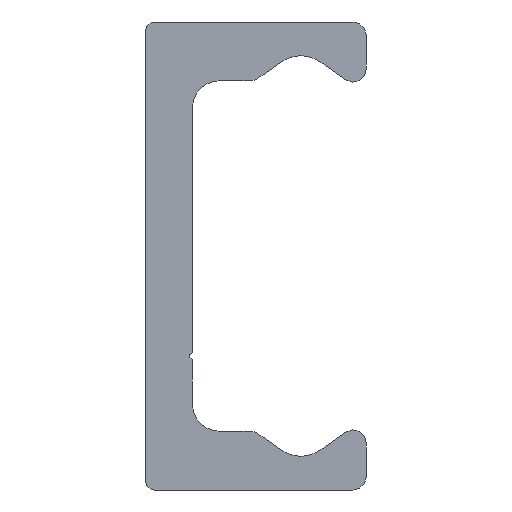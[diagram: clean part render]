
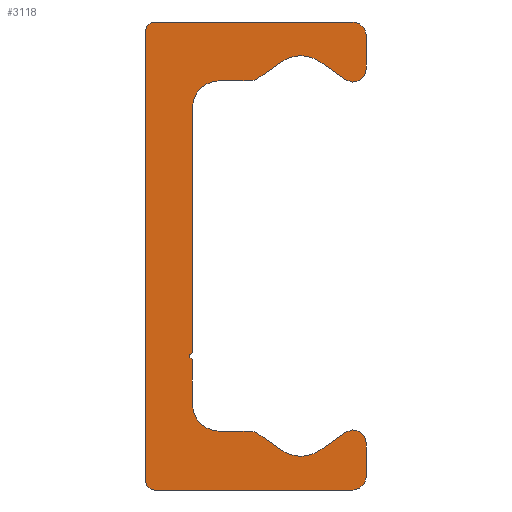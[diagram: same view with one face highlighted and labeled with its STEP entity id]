
A CAD part, left-side view. The second image highlights one B-rep face of the part: STEP entity #3118.
In plain terms, the highlighted planar face has unit normal (-1, 0, 0).
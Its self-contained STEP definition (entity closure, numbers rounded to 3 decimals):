
#2090=CARTESIAN_POINT('',(0.0,4.75,-7.25));
#2091=VERTEX_POINT('',#2090);
#2098=CARTESIAN_POINT('',(0.0,4.75,-7.75));
#2099=VERTEX_POINT('',#2098);
#2100=CARTESIAN_POINT('',(0.0,4.75,-7.5));
#2101=DIRECTION('',(-1.0,0.0,0.0));
#2102=DIRECTION('',(0.0,0.0,1.0));
#2103=AXIS2_PLACEMENT_3D('',#2100,#2101,#2102);
#2104=CIRCLE('',#2103,0.25);
#2105=EDGE_CURVE('',#2091,#2099,#2104,.T.);
#2215=CARTESIAN_POINT('',(0.0,4.75,11.1));
#2216=VERTEX_POINT('',#2215);
#2223=CARTESIAN_POINT('',(0.0,4.75,11.1));
#2224=DIRECTION('',(0.0,0.0,-1.0));
#2225=VECTOR('',#2224,18.35);
#2226=LINE('',#2223,#2225);
#2227=EDGE_CURVE('',#2216,#2091,#2226,.T.);
#2285=CARTESIAN_POINT('',(0.0,7.6,-17.5));
#2286=VERTEX_POINT('',#2285);
#2293=CARTESIAN_POINT('',(0.0,8.25,-16.85));
#2294=VERTEX_POINT('',#2293);
#2295=CARTESIAN_POINT('',(0.0,7.6,-16.85));
#2296=DIRECTION('',(1.0,0.0,0.0));
#2297=DIRECTION('',(0.0,0.0,-1.0));
#2298=AXIS2_PLACEMENT_3D('',#2295,#2296,#2297);
#2299=CIRCLE('',#2298,0.65);
#2300=EDGE_CURVE('',#2286,#2294,#2299,.T.);
#2324=CARTESIAN_POINT('',(0.0,-7.25,-17.5));
#2325=VERTEX_POINT('',#2324);
#2332=CARTESIAN_POINT('',(0.0,-7.25,-17.5));
#2333=DIRECTION('',(0.0,1.0,0.0));
#2334=VECTOR('',#2333,14.85);
#2335=LINE('',#2332,#2334);
#2336=EDGE_CURVE('',#2325,#2286,#2335,.T.);
#2356=CARTESIAN_POINT('',(0.0,-8.25,-16.5));
#2357=VERTEX_POINT('',#2356);
#2364=CARTESIAN_POINT('',(0.0,-7.25,-16.5));
#2365=DIRECTION('',(1.0,0.0,0.0));
#2366=DIRECTION('',(0.0,-1.0,0.0));
#2367=AXIS2_PLACEMENT_3D('',#2364,#2365,#2366);
#2368=CIRCLE('',#2367,1.0);
#2369=EDGE_CURVE('',#2357,#2325,#2368,.T.);
#2388=CARTESIAN_POINT('',(0.0,-8.25,-13.98));
#2389=VERTEX_POINT('',#2388);
#2396=CARTESIAN_POINT('',(0.0,-8.25,-13.98));
#2397=DIRECTION('',(0.0,0.0,-1.0));
#2398=VECTOR('',#2397,2.52);
#2399=LINE('',#2396,#2398);
#2400=EDGE_CURVE('',#2389,#2357,#2399,.T.);
#2420=CARTESIAN_POINT('',(0.0,-6.708,-13.177));
#2421=VERTEX_POINT('',#2420);
#2428=CARTESIAN_POINT('',(0.0,-7.27,-13.98));
#2429=DIRECTION('',(1.0,0.0,0.0));
#2430=DIRECTION('',(0.0,0.574,0.819));
#2431=AXIS2_PLACEMENT_3D('',#2428,#2429,#2430);
#2432=CIRCLE('',#2431,0.98);
#2433=EDGE_CURVE('',#2421,#2389,#2432,.T.);
#2452=CARTESIAN_POINT('',(0.0,-4.784,-14.524));
#2453=VERTEX_POINT('',#2452);
#2460=CARTESIAN_POINT('',(0.0,-4.784,-14.524));
#2461=DIRECTION('',(0.0,-0.819,0.574));
#2462=VECTOR('',#2461,2.349);
#2463=LINE('',#2460,#2462);
#2464=EDGE_CURVE('',#2453,#2421,#2463,.T.);
#2484=CARTESIAN_POINT('',(0.0,-1.916,-14.524));
#2485=VERTEX_POINT('',#2484);
#2492=CARTESIAN_POINT('',(0.0,-3.35,-12.477));
#2493=DIRECTION('',(-1.0,0.0,0.0));
#2494=DIRECTION('',(0.0,0.574,0.819));
#2495=AXIS2_PLACEMENT_3D('',#2492,#2493,#2494);
#2496=CIRCLE('',#2495,2.5);
#2497=EDGE_CURVE('',#2485,#2453,#2496,.T.);
#2516=CARTESIAN_POINT('',(0.0,-0.14,-13.281));
#2517=VERTEX_POINT('',#2516);
#2524=CARTESIAN_POINT('',(0.0,-0.14,-13.281));
#2525=DIRECTION('',(0.0,-0.819,-0.574));
#2526=VECTOR('',#2525,2.168);
#2527=LINE('',#2524,#2526);
#2528=EDGE_CURVE('',#2517,#2485,#2527,.T.);
#2548=CARTESIAN_POINT('',(0.0,0.433,-13.1));
#2549=VERTEX_POINT('',#2548);
#2556=CARTESIAN_POINT('',(0.0,0.433,-14.1));
#2557=DIRECTION('',(1.0,0.0,0.0));
#2558=DIRECTION('',(0.0,0.0,1.0));
#2559=AXIS2_PLACEMENT_3D('',#2556,#2557,#2558);
#2560=CIRCLE('',#2559,1.);
#2561=EDGE_CURVE('',#2549,#2517,#2560,.T.);
#2580=CARTESIAN_POINT('',(0.0,2.75,-13.1));
#2581=VERTEX_POINT('',#2580);
#2588=CARTESIAN_POINT('',(0.0,2.75,-13.1));
#2589=DIRECTION('',(0.0,-1.0,0.0));
#2590=VECTOR('',#2589,2.317);
#2591=LINE('',#2588,#2590);
#2592=EDGE_CURVE('',#2581,#2549,#2591,.T.);
#2612=CARTESIAN_POINT('',(0.0,4.75,-11.1));
#2613=VERTEX_POINT('',#2612);
#2620=CARTESIAN_POINT('',(0.0,2.75,-11.1));
#2621=DIRECTION('',(-1.0,0.0,0.0));
#2622=DIRECTION('',(0.0,0.0,1.0));
#2623=AXIS2_PLACEMENT_3D('',#2620,#2621,#2622);
#2624=CIRCLE('',#2623,2.0);
#2625=EDGE_CURVE('',#2613,#2581,#2624,.T.);
#2643=CARTESIAN_POINT('',(0.0,4.75,-7.75));
#2644=DIRECTION('',(0.0,0.0,-1.0));
#2645=VECTOR('',#2644,3.35);
#2646=LINE('',#2643,#2645);
#2647=EDGE_CURVE('',#2099,#2613,#2646,.T.);
#2667=CARTESIAN_POINT('',(0.0,2.75,13.1));
#2668=VERTEX_POINT('',#2667);
#2675=CARTESIAN_POINT('',(0.0,2.75,11.1));
#2676=DIRECTION('',(-1.0,0.0,0.0));
#2677=DIRECTION('',(0.0,-1.0,0.0));
#2678=AXIS2_PLACEMENT_3D('',#2675,#2676,#2677);
#2679=CIRCLE('',#2678,2.0);
#2680=EDGE_CURVE('',#2668,#2216,#2679,.T.);
#2699=CARTESIAN_POINT('',(0.0,0.433,13.1));
#2700=VERTEX_POINT('',#2699);
#2707=CARTESIAN_POINT('',(0.0,0.433,13.1));
#2708=DIRECTION('',(0.0,1.0,0.0));
#2709=VECTOR('',#2708,2.317);
#2710=LINE('',#2707,#2709);
#2711=EDGE_CURVE('',#2700,#2668,#2710,.T.);
#2731=CARTESIAN_POINT('',(0.0,-0.14,13.281));
#2732=VERTEX_POINT('',#2731);
#2739=CARTESIAN_POINT('',(0.0,0.433,14.1));
#2740=DIRECTION('',(1.0,0.0,0.0));
#2741=DIRECTION('',(0.0,-0.574,-0.819));
#2742=AXIS2_PLACEMENT_3D('',#2739,#2740,#2741);
#2743=CIRCLE('',#2742,1.);
#2744=EDGE_CURVE('',#2732,#2700,#2743,.T.);
#2763=CARTESIAN_POINT('',(0.0,-1.916,14.524));
#2764=VERTEX_POINT('',#2763);
#2771=CARTESIAN_POINT('',(0.0,-1.916,14.524));
#2772=DIRECTION('',(0.0,0.819,-0.574));
#2773=VECTOR('',#2772,2.168);
#2774=LINE('',#2771,#2773);
#2775=EDGE_CURVE('',#2764,#2732,#2774,.T.);
#2795=CARTESIAN_POINT('',(0.0,-4.784,14.524));
#2796=VERTEX_POINT('',#2795);
#2803=CARTESIAN_POINT('',(0.0,-3.35,12.477));
#2804=DIRECTION('',(-1.0,0.0,0.0));
#2805=DIRECTION('',(0.0,-0.574,-0.819));
#2806=AXIS2_PLACEMENT_3D('',#2803,#2804,#2805);
#2807=CIRCLE('',#2806,2.5);
#2808=EDGE_CURVE('',#2796,#2764,#2807,.T.);
#2827=CARTESIAN_POINT('',(0.0,-6.708,13.177));
#2828=VERTEX_POINT('',#2827);
#2835=CARTESIAN_POINT('',(0.0,-6.708,13.177));
#2836=DIRECTION('',(0.0,0.819,0.574));
#2837=VECTOR('',#2836,2.349);
#2838=LINE('',#2835,#2837);
#2839=EDGE_CURVE('',#2828,#2796,#2838,.T.);
#2859=CARTESIAN_POINT('',(0.0,-8.25,13.98));
#2860=VERTEX_POINT('',#2859);
#2867=CARTESIAN_POINT('',(0.0,-7.27,13.98));
#2868=DIRECTION('',(1.0,0.0,0.0));
#2869=DIRECTION('',(0.0,-1.0,0.0));
#2870=AXIS2_PLACEMENT_3D('',#2867,#2868,#2869);
#2871=CIRCLE('',#2870,0.98);
#2872=EDGE_CURVE('',#2860,#2828,#2871,.T.);
#2891=CARTESIAN_POINT('',(0.0,-8.25,16.5));
#2892=VERTEX_POINT('',#2891);
#2899=CARTESIAN_POINT('',(0.0,-8.25,16.5));
#2900=DIRECTION('',(0.0,0.0,-1.0));
#2901=VECTOR('',#2900,2.52);
#2902=LINE('',#2899,#2901);
#2903=EDGE_CURVE('',#2892,#2860,#2902,.T.);
#2923=CARTESIAN_POINT('',(0.0,-7.25,17.5));
#2924=VERTEX_POINT('',#2923);
#2931=CARTESIAN_POINT('',(0.0,-7.25,16.5));
#2932=DIRECTION('',(1.0,0.0,0.0));
#2933=DIRECTION('',(0.0,0.0,1.0));
#2934=AXIS2_PLACEMENT_3D('',#2931,#2932,#2933);
#2935=CIRCLE('',#2934,1.0);
#2936=EDGE_CURVE('',#2924,#2892,#2935,.T.);
#2955=CARTESIAN_POINT('',(0.0,7.6,17.5));
#2956=VERTEX_POINT('',#2955);
#2963=CARTESIAN_POINT('',(0.0,7.6,17.5));
#2964=DIRECTION('',(0.0,-1.0,0.0));
#2965=VECTOR('',#2964,14.85);
#2966=LINE('',#2963,#2965);
#2967=EDGE_CURVE('',#2956,#2924,#2966,.T.);
#2987=CARTESIAN_POINT('',(0.0,8.25,16.85));
#2988=VERTEX_POINT('',#2987);
#2995=CARTESIAN_POINT('',(0.0,7.6,16.85));
#2996=DIRECTION('',(1.0,0.0,0.0));
#2997=DIRECTION('',(0.0,1.0,0.0));
#2998=AXIS2_PLACEMENT_3D('',#2995,#2996,#2997);
#2999=CIRCLE('',#2998,0.65);
#3000=EDGE_CURVE('',#2988,#2956,#2999,.T.);
#3018=CARTESIAN_POINT('',(0.0,8.25,-16.85));
#3019=DIRECTION('',(0.0,0.0,1.0));
#3020=VECTOR('',#3019,33.7);
#3021=LINE('',#3018,#3020);
#3022=EDGE_CURVE('',#2294,#2988,#3021,.T.);
#3085=CARTESIAN_POINT('',(0.0,2.258,-0.017));
#3086=DIRECTION('',(1.0,0.0,0.0));
#3087=DIRECTION('',(0.0,0.0,-1.0));
#3088=AXIS2_PLACEMENT_3D('',#3085,#3086,#3087);
#3089=PLANE('',#3088);
#3090=ORIENTED_EDGE('',*,*,#3022,.F.);
#3091=ORIENTED_EDGE('',*,*,#2300,.F.);
#3092=ORIENTED_EDGE('',*,*,#2336,.F.);
#3093=ORIENTED_EDGE('',*,*,#2369,.F.);
#3094=ORIENTED_EDGE('',*,*,#2400,.F.);
#3095=ORIENTED_EDGE('',*,*,#2433,.F.);
#3096=ORIENTED_EDGE('',*,*,#2464,.F.);
#3097=ORIENTED_EDGE('',*,*,#2497,.F.);
#3098=ORIENTED_EDGE('',*,*,#2528,.F.);
#3099=ORIENTED_EDGE('',*,*,#2561,.F.);
#3100=ORIENTED_EDGE('',*,*,#2592,.F.);
#3101=ORIENTED_EDGE('',*,*,#2625,.F.);
#3102=ORIENTED_EDGE('',*,*,#2647,.F.);
#3103=ORIENTED_EDGE('',*,*,#2105,.F.);
#3104=ORIENTED_EDGE('',*,*,#2227,.F.);
#3105=ORIENTED_EDGE('',*,*,#2680,.F.);
#3106=ORIENTED_EDGE('',*,*,#2711,.F.);
#3107=ORIENTED_EDGE('',*,*,#2744,.F.);
#3108=ORIENTED_EDGE('',*,*,#2775,.F.);
#3109=ORIENTED_EDGE('',*,*,#2808,.F.);
#3110=ORIENTED_EDGE('',*,*,#2839,.F.);
#3111=ORIENTED_EDGE('',*,*,#2872,.F.);
#3112=ORIENTED_EDGE('',*,*,#2903,.F.);
#3113=ORIENTED_EDGE('',*,*,#2936,.F.);
#3114=ORIENTED_EDGE('',*,*,#2967,.F.);
#3115=ORIENTED_EDGE('',*,*,#3000,.F.);
#3116=EDGE_LOOP('',(#3090,#3091,#3092,#3093,#3094,#3095,#3096,#3097,#3098,#3099,#3100,#3101,#3102,#3103,#3104,#3105,#3106,#3107,#3108,#3109,#3110,#3111,#3112,#3113,#3114,#3115));
#3117=FACE_OUTER_BOUND('',#3116,.T.);
#3118=ADVANCED_FACE('',(#3117),#3089,.F.);
